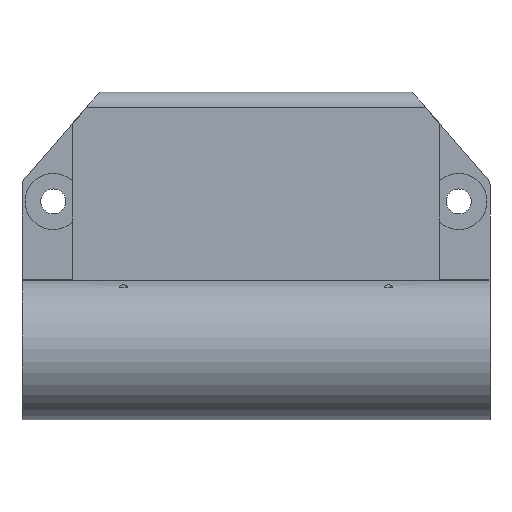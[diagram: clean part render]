
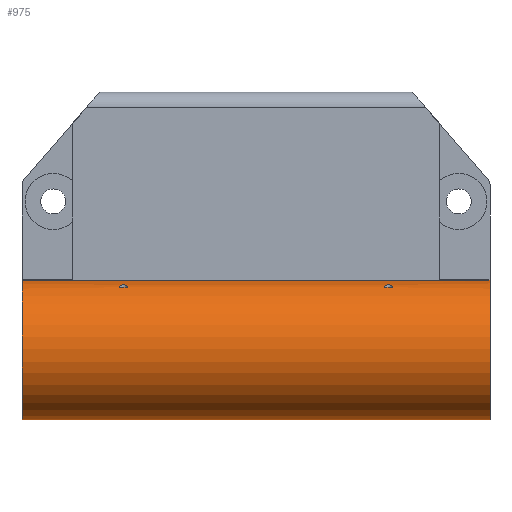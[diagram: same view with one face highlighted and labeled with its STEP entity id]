
A CAD part, left-side view. The second image highlights one B-rep face of the part: STEP entity #975.
In plain terms, the highlighted cylindrical face has radius 9 mm (diameter 18 mm), a partial arc.
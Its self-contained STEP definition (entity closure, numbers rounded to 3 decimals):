
#286 = VERTEX_POINT('',#287);
#287 = CARTESIAN_POINT('',(-1.5,0.,8.874));
#293 = EDGE_CURVE('',#294,#286,#296,.T.);
#294 = VERTEX_POINT('',#295);
#295 = CARTESIAN_POINT('',(0.,0.,-9.));
#296 = CIRCLE('',#297,9.);
#297 = AXIS2_PLACEMENT_3D('',#298,#299,#300);
#298 = CARTESIAN_POINT('',(0.,0.,0.));
#299 = DIRECTION('',(-0.,1.,0.));
#300 = DIRECTION('',(1.,0.,0.));
#753 = VERTEX_POINT('',#754);
#754 = CARTESIAN_POINT('',(0.,-60.,-9.));
#760 = EDGE_CURVE('',#753,#761,#763,.T.);
#761 = VERTEX_POINT('',#762);
#762 = CARTESIAN_POINT('',(-1.5,-60.,8.874));
#763 = CIRCLE('',#764,9.);
#764 = AXIS2_PLACEMENT_3D('',#765,#766,#767);
#765 = CARTESIAN_POINT('',(0.,-60.,0.));
#766 = DIRECTION('',(-0.,1.,0.));
#767 = DIRECTION('',(1.,0.,0.));
#844 = EDGE_CURVE('',#761,#286,#845,.T.);
#845 = LINE('',#846,#847);
#846 = CARTESIAN_POINT('',(-1.5,0.,8.874));
#847 = VECTOR('',#848,1.);
#848 = DIRECTION('',(0.,1.,0.));
#975 = ADVANCED_FACE('',(#976,#987,#1033),#1079,.T.);
#976 = FACE_BOUND('',#977,.T.);
#977 = EDGE_LOOP('',(#978,#979,#985,#986));
#978 = ORIENTED_EDGE('',*,*,#293,.F.);
#979 = ORIENTED_EDGE('',*,*,#980,.T.);
#980 = EDGE_CURVE('',#294,#753,#981,.T.);
#981 = LINE('',#982,#983);
#982 = CARTESIAN_POINT('',(0.,0.,-9.));
#983 = VECTOR('',#984,1.);
#984 = DIRECTION('',(-0.,-1.,0.));
#985 = ORIENTED_EDGE('',*,*,#760,.T.);
#986 = ORIENTED_EDGE('',*,*,#844,.T.);
#987 = FACE_BOUND('',#988,.T.);
#988 = EDGE_LOOP('',(#989,#999,#1016));
#989 = ORIENTED_EDGE('',*,*,#990,.T.);
#990 = EDGE_CURVE('',#991,#993,#995,.T.);
#991 = VERTEX_POINT('',#992);
#992 = CARTESIAN_POINT('',(-4.123,-47.485,8.));
#993 = VERTEX_POINT('',#994);
#994 = CARTESIAN_POINT('',(-4.123,-46.515,8.));
#995 = LINE('',#996,#997);
#996 = CARTESIAN_POINT('',(-4.123,0.,8.));
#997 = VECTOR('',#998,1.);
#998 = DIRECTION('',(0.,1.,0.));
#999 = ORIENTED_EDGE('',*,*,#1000,.T.);
#1000 = EDGE_CURVE('',#993,#1001,#1003,.T.);
#1001 = VERTEX_POINT('',#1002);
#1002 = CARTESIAN_POINT('',(-3.5,-47.,8.292));
#1003 = B_SPLINE_CURVE_WITH_KNOTS('',6,(#1004,#1005,#1006,#1007,#1008,
    #1009,#1010,#1011,#1012,#1013,#1014,#1015),.UNSPECIFIED.,.F.,.F.,(7,
    5,7),(0.,0.457,1.),.UNSPECIFIED.);
#1004 = CARTESIAN_POINT('',(-4.123,-46.515,
    8.));
#1005 = CARTESIAN_POINT('',(-4.055,-46.498,
    8.035));
#1006 = CARTESIAN_POINT('',(-3.984,-46.492,
    8.071));
#1007 = CARTESIAN_POINT('',(-3.912,-46.499,
    8.106));
#1008 = CARTESIAN_POINT('',(-3.842,-46.517,
    8.139));
#1009 = CARTESIAN_POINT('',(-3.777,-46.547,
    8.169));
#1010 = CARTESIAN_POINT('',(-3.65,-46.633,
    8.227));
#1011 = CARTESIAN_POINT('',(-3.592,-46.693,
    8.253));
#1012 = CARTESIAN_POINT('',(-3.546,-46.763,
    8.272));
#1013 = CARTESIAN_POINT('',(-3.515,-46.84,
    8.285));
#1014 = CARTESIAN_POINT('',(-3.5,-46.92,8.292));
#1015 = CARTESIAN_POINT('',(-3.5,-47.,8.292));
#1016 = ORIENTED_EDGE('',*,*,#1017,.T.);
#1017 = EDGE_CURVE('',#1001,#991,#1018,.T.);
#1018 = B_SPLINE_CURVE_WITH_KNOTS('',7,(#1019,#1020,#1021,#1022,#1023,
    #1024,#1025,#1026,#1027,#1028,#1029,#1030,#1031,#1032),
  .UNSPECIFIED.,.F.,.F.,(8,6,8),(0.,0.405,1.),.UNSPECIFIED.);
#1019 = CARTESIAN_POINT('',(-3.5,-47.,8.292));
#1020 = CARTESIAN_POINT('',(-3.5,-47.051,8.292));
#1021 = CARTESIAN_POINT('',(-3.506,-47.102,
    8.289));
#1022 = CARTESIAN_POINT('',(-3.518,-47.153,
    8.284));
#1023 = CARTESIAN_POINT('',(-3.537,-47.202,
    8.276));
#1024 = CARTESIAN_POINT('',(-3.561,-47.248,
    8.266));
#1025 = CARTESIAN_POINT('',(-3.59,-47.291,
    8.253));
#1026 = CARTESIAN_POINT('',(-3.676,-47.388,8.215
    ));
#1027 = CARTESIAN_POINT('',(-3.738,-47.438,
    8.188));
#1028 = CARTESIAN_POINT('',(-3.809,-47.476,
    8.155));
#1029 = CARTESIAN_POINT('',(-3.887,-47.5,
    8.118));
#1030 = CARTESIAN_POINT('',(-3.968,-47.509,
    8.079));
#1031 = CARTESIAN_POINT('',(-4.047,-47.504,
    8.039));
#1032 = CARTESIAN_POINT('',(-4.123,-47.485,
    8.));
#1033 = FACE_BOUND('',#1034,.T.);
#1034 = EDGE_LOOP('',(#1035,#1045,#1062));
#1035 = ORIENTED_EDGE('',*,*,#1036,.T.);
#1036 = EDGE_CURVE('',#1037,#1039,#1041,.T.);
#1037 = VERTEX_POINT('',#1038);
#1038 = CARTESIAN_POINT('',(-4.123,-13.485,8.));
#1039 = VERTEX_POINT('',#1040);
#1040 = CARTESIAN_POINT('',(-4.123,-12.515,8.));
#1041 = LINE('',#1042,#1043);
#1042 = CARTESIAN_POINT('',(-4.123,0.,8.));
#1043 = VECTOR('',#1044,1.);
#1044 = DIRECTION('',(0.,1.,0.));
#1045 = ORIENTED_EDGE('',*,*,#1046,.T.);
#1046 = EDGE_CURVE('',#1039,#1047,#1049,.T.);
#1047 = VERTEX_POINT('',#1048);
#1048 = CARTESIAN_POINT('',(-3.5,-13.,8.292));
#1049 = B_SPLINE_CURVE_WITH_KNOTS('',6,(#1050,#1051,#1052,#1053,#1054,
    #1055,#1056,#1057,#1058,#1059,#1060,#1061),.UNSPECIFIED.,.F.,.F.,(7,
    5,7),(0.,0.457,1.),.UNSPECIFIED.);
#1050 = CARTESIAN_POINT('',(-4.123,-12.515,
    8.));
#1051 = CARTESIAN_POINT('',(-4.055,-12.498,
    8.035));
#1052 = CARTESIAN_POINT('',(-3.984,-12.492,
    8.071));
#1053 = CARTESIAN_POINT('',(-3.912,-12.499,
    8.106));
#1054 = CARTESIAN_POINT('',(-3.842,-12.517,
    8.139));
#1055 = CARTESIAN_POINT('',(-3.777,-12.547,
    8.169));
#1056 = CARTESIAN_POINT('',(-3.65,-12.633,
    8.227));
#1057 = CARTESIAN_POINT('',(-3.592,-12.693,
    8.253));
#1058 = CARTESIAN_POINT('',(-3.546,-12.763,
    8.272));
#1059 = CARTESIAN_POINT('',(-3.515,-12.84,
    8.285));
#1060 = CARTESIAN_POINT('',(-3.5,-12.92,8.292));
#1061 = CARTESIAN_POINT('',(-3.5,-13.,8.292));
#1062 = ORIENTED_EDGE('',*,*,#1063,.T.);
#1063 = EDGE_CURVE('',#1047,#1037,#1064,.T.);
#1064 = B_SPLINE_CURVE_WITH_KNOTS('',7,(#1065,#1066,#1067,#1068,#1069,
    #1070,#1071,#1072,#1073,#1074,#1075,#1076,#1077,#1078),
  .UNSPECIFIED.,.F.,.F.,(8,6,8),(0.,0.405,1.),.UNSPECIFIED.);
#1065 = CARTESIAN_POINT('',(-3.5,-13.,8.292));
#1066 = CARTESIAN_POINT('',(-3.5,-13.051,8.292));
#1067 = CARTESIAN_POINT('',(-3.506,-13.102,
    8.289));
#1068 = CARTESIAN_POINT('',(-3.518,-13.153,
    8.284));
#1069 = CARTESIAN_POINT('',(-3.537,-13.202,
    8.276));
#1070 = CARTESIAN_POINT('',(-3.561,-13.248,
    8.266));
#1071 = CARTESIAN_POINT('',(-3.59,-13.291,8.253)
  );
#1072 = CARTESIAN_POINT('',(-3.676,-13.388,8.215
    ));
#1073 = CARTESIAN_POINT('',(-3.738,-13.438,
    8.188));
#1074 = CARTESIAN_POINT('',(-3.809,-13.476,
    8.155));
#1075 = CARTESIAN_POINT('',(-3.887,-13.5,
    8.118));
#1076 = CARTESIAN_POINT('',(-3.968,-13.509,
    8.079));
#1077 = CARTESIAN_POINT('',(-4.047,-13.504,
    8.039));
#1078 = CARTESIAN_POINT('',(-4.123,-13.485,
    8.));
#1079 = CYLINDRICAL_SURFACE('',#1080,9.);
#1080 = AXIS2_PLACEMENT_3D('',#1081,#1082,#1083);
#1081 = CARTESIAN_POINT('',(0.,0.,0.));
#1082 = DIRECTION('',(0.,1.,0.));
#1083 = DIRECTION('',(1.,0.,0.));
